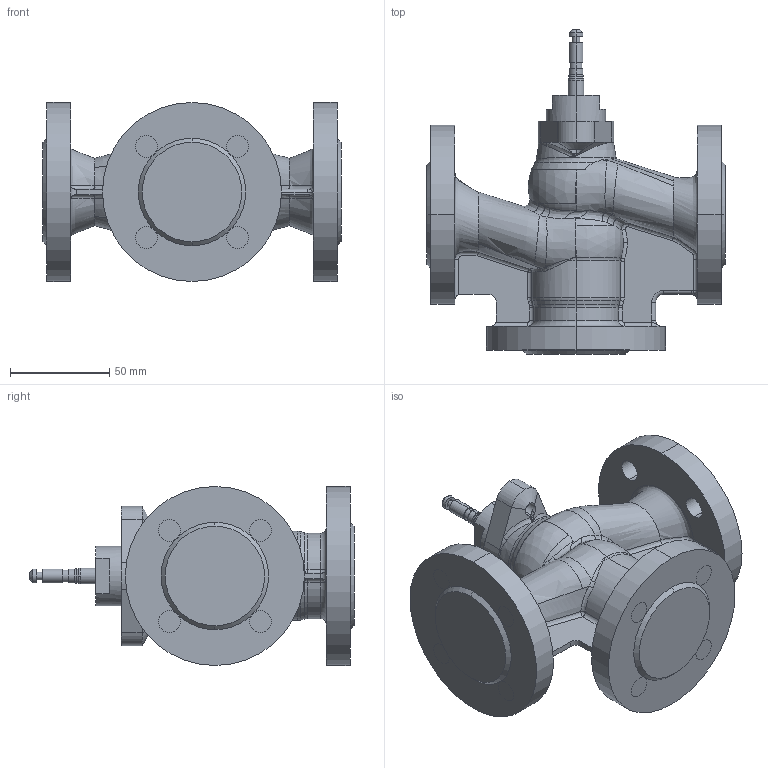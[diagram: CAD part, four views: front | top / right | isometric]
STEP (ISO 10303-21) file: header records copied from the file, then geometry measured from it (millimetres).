
FILE_DESCRIPTION (( 'STEP AP203' ), '1' );
FILE_NAME ('306_DN20_DEF.STEP', '2012-02-13T14:53:57', ( 'test' ), ( '' ), 'SwSTEP 2.0', 'SolidWorks 2011', '' );
FILE_SCHEMA (( 'CONFIG_CONTROL_DESIGN' ));
Products named in the file (1): 306_DN20_DEF
Bounding box: 150.45 x 163.49 x 90.27 mm (x, y, z)
Surface area: 87852.3 mm2 (no closed solid volume)
Topology: 0 solids, 2 shells, 304 faces, 769 edges, 482 vertices
Faces by surface type: bspline 94, cylinder 83, plane 53, torus 33, cone 27, sphere 14
Entity records: 76363 total; most frequent: CARTESIAN_POINT 69710, ORIENTED_EDGE 1506, DIRECTION 1197, EDGE_CURVE 758, AXIS2_PLACEMENT_3D 518, VERTEX_POINT 480, EDGE_LOOP 328, CIRCLE 307
